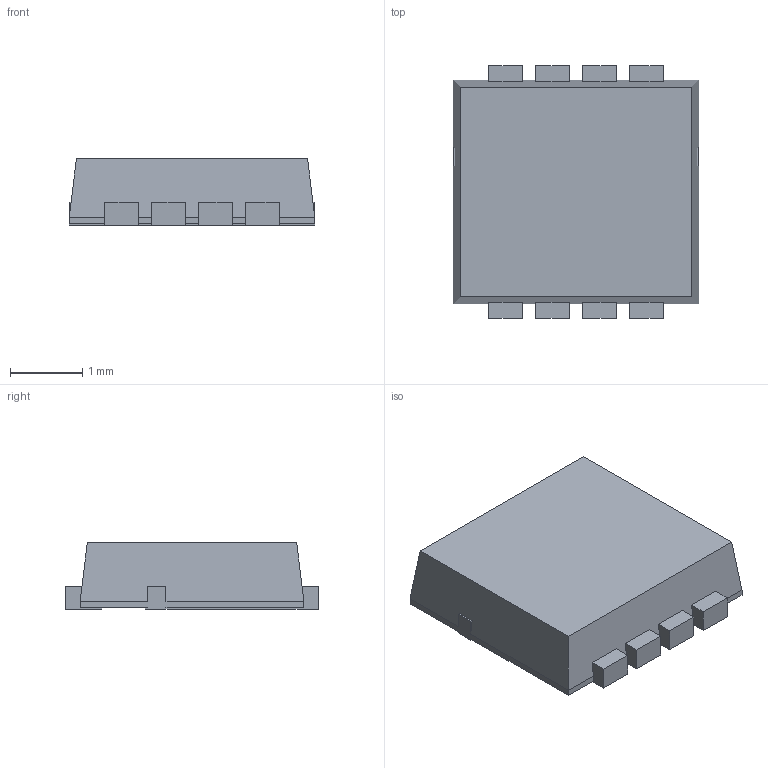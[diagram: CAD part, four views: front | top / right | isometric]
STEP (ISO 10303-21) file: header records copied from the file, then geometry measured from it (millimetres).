
FILE_DESCRIPTION(/* description */ (''),/* implementation_level */ '2;1');
FILE_NAME(/* name */ 'RQ3E070BNTB v10.step',/* time_stamp */ '2022-07-28T14:01:47-07:00',/* author */ (''),/* organization */ (''),/* preprocessor_version */ 'ST-DEVELOPER v19',/* originating_system */ 'Autodesk Translation Framework v11.7.0.108',/* authorisation */ '');
FILE_SCHEMA (('AUTOMOTIVE_DESIGN { 1 0 10303 214 3 1 1 }'));
Length unit declared in the file: millimetre
Products named in the file (1): RQ3E070BNTB
Bounding box: 3.4 x 3.5 x 0.92 mm (x, y, z)
Volume: 9.3 mm3; surface area: 34.4 mm2
Topology: 1 solids, 1 shells, 84 faces, 242 edges, 160 vertices
Faces by surface type: plane 84
Entity records: 2780 total; most frequent: CARTESIAN_POINT 487, ORIENTED_EDGE 484, DIRECTION 412, LINE 242, VECTOR 242, EDGE_CURVE 242, VERTEX_POINT 160, AXIS2_PLACEMENT_3D 85
